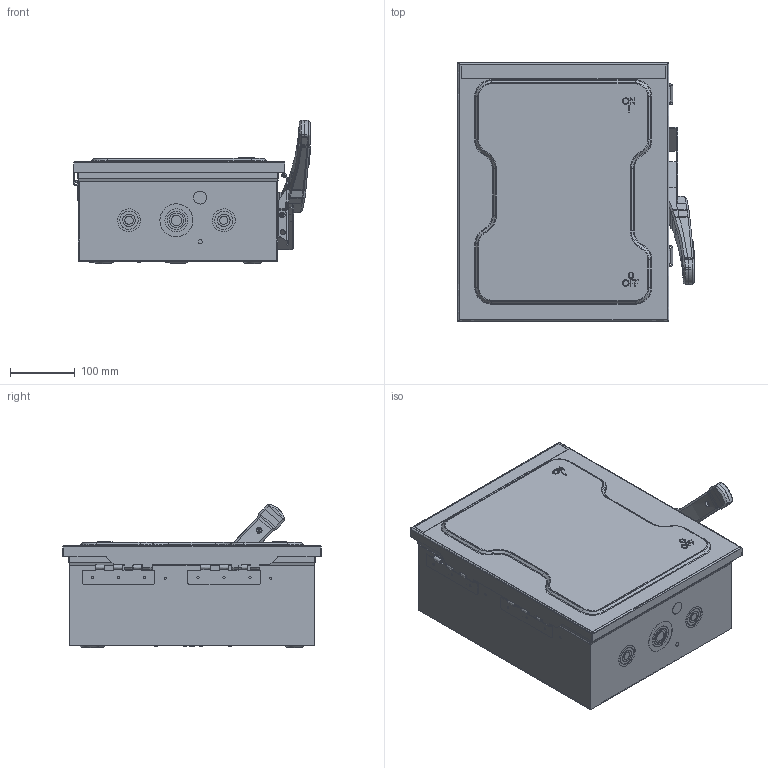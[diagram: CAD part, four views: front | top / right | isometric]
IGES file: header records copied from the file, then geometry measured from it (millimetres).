
Global section: file name: EOHU363K_palikka.igs; preprocessor: I-DEAS 3D IGES Translator 15; date: 20140814.065622; units: millimetre
Bounding box: 364 x 397.8 x 221.1 mm (x, y, z)
Volume: 884385 mm3; surface area: 1140456.7 mm2
Topology: 28 solids, 28 shells, 2806 faces, 7867 edges, 5424 vertices
Faces by surface type: bspline 2806
